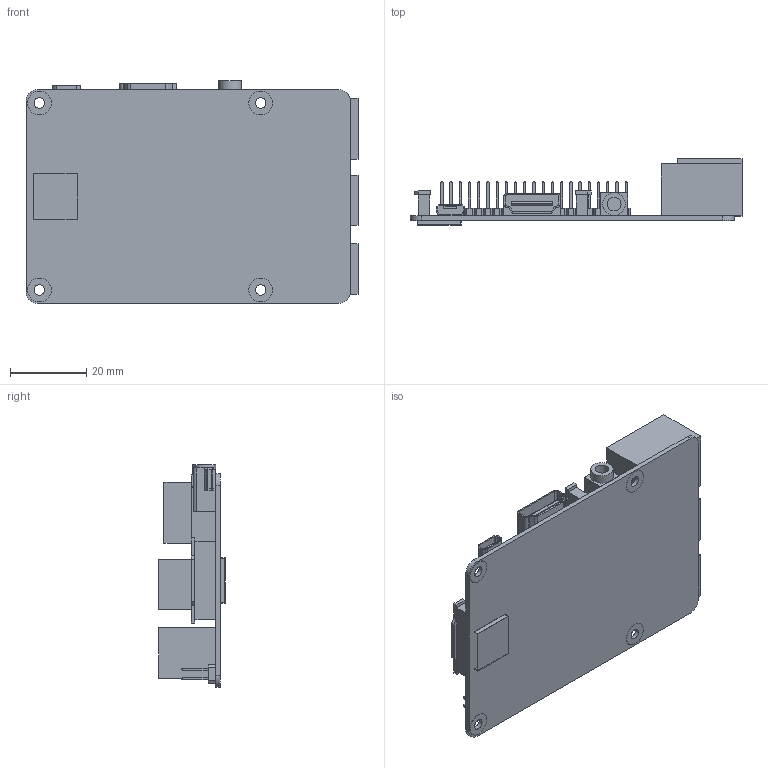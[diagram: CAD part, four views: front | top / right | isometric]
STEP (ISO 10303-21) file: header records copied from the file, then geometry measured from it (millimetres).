
FILE_DESCRIPTION( ( '' ), ' ' );
FILE_NAME( '58487909f680f5104c2b496d.step', '2016-12-07T21:03:08', ( '' ), ( '' ), ' ', ' ', ' ' );
FILE_SCHEMA( ( 'AUTOMOTIVE_DESIGN { 1 0 10303 214 1 1 1 1 }' ) );
Length unit declared in the file: metre
Products named in the file (1): Raspberry Pi 3
Bounding box: 87 x 17.5 x 58.35 mm (x, y, z)
Volume: 15024.6 mm3; surface area: 20575.5 mm2
Topology: 1 solids, 1 shells, 787 faces, 1946 edges, 1233 vertices
Faces by surface type: plane 732, cylinder 53, bspline 2
Full cylindrical faces by diameter (mm): 2.75 x4, 3.6 x1, 5.95 x1, 6.2 x8
Entity records: 28945 total; most frequent: CARTESIAN_POINT 4053, ORIENTED_EDGE 3854, DIRECTION 3599, EDGE_CURVE 1927, LINE 1811, VECTOR 1811, VERTEX_POINT 1228, AXIS2_PLACEMENT_3D 894
